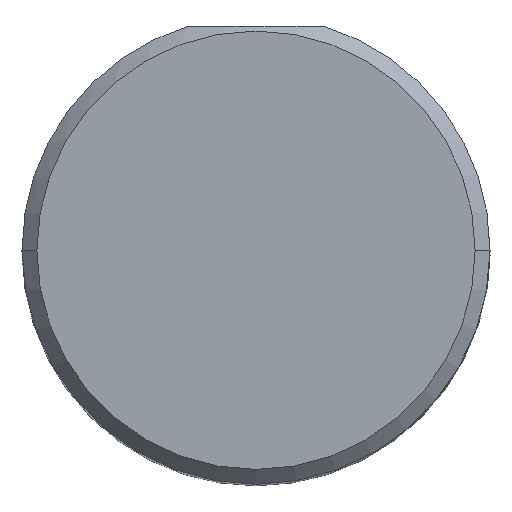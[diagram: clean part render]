
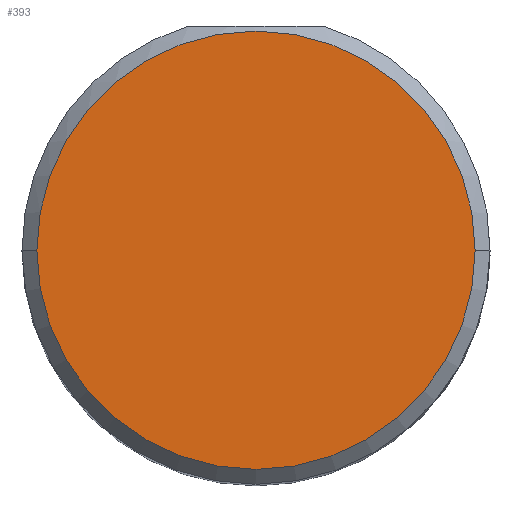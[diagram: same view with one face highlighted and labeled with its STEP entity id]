
A CAD part, top view. The second image highlights one B-rep face of the part: STEP entity #393.
In plain terms, the highlighted planar face has unit normal (0, 0, 1).
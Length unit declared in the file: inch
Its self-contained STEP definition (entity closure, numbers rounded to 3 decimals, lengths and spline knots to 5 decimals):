
#12 = DIRECTION ( 'NONE',  ( 0., 0., 1. ) ) ;
#42 = ORIENTED_EDGE ( 'NONE', *, *, #107, .T. ) ;
#54 = FACE_OUTER_BOUND ( 'NONE', #473, .T. ) ;
#63 = DIRECTION ( 'NONE',  ( 0., 0., 1. ) ) ;
#106 = PLANE ( 'NONE',  #341 ) ;
#107 = EDGE_CURVE ( 'NONE', #450, #193, #132, .T. ) ;
#132 = CIRCLE ( 'NONE', #315, 0.22122 ) ;
#142 = DIRECTION ( 'NONE',  ( 0., 0., 1. ) ) ;
#145 = CARTESIAN_POINT ( 'NONE',  ( 0., 0., 3.26772 ) ) ;
#193 = VERTEX_POINT ( 'NONE', #477 ) ;
#225 = AXIS2_PLACEMENT_3D ( 'NONE', #297, #12, #459 ) ;
#262 = EDGE_CURVE ( 'NONE', #193, #450, #451, .T. ) ;
#297 = CARTESIAN_POINT ( 'NONE',  ( 0., 0., 3.26772 ) ) ;
#304 = DIRECTION ( 'NONE',  ( 1., 0., 0. ) ) ;
#315 = AXIS2_PLACEMENT_3D ( 'NONE', #518, #142, #509 ) ;
#330 = ORIENTED_EDGE ( 'NONE', *, *, #262, .T. ) ;
#341 = AXIS2_PLACEMENT_3D ( 'NONE', #145, #63, #304 ) ;
#346 = CARTESIAN_POINT ( 'NONE',  ( 0.22122, 0., 3.26772 ) ) ;
#393 = ADVANCED_FACE ( 'NONE', ( #54 ), #106, .T. ) ;
#450 = VERTEX_POINT ( 'NONE', #346 ) ;
#451 = CIRCLE ( 'NONE', #225, 0.22122 ) ;
#459 = DIRECTION ( 'NONE',  ( 1., 0., 0. ) ) ;
#473 = EDGE_LOOP ( 'NONE', ( #330, #42 ) ) ;
#477 = CARTESIAN_POINT ( 'NONE',  ( -0.22122, 0., 3.26772 ) ) ;
#509 = DIRECTION ( 'NONE',  ( 1., 0., 0. ) ) ;
#518 = CARTESIAN_POINT ( 'NONE',  ( 0., 0., 3.26772 ) ) ;
